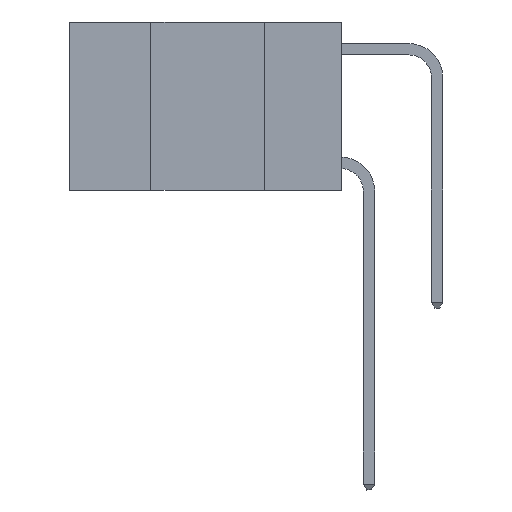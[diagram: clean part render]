
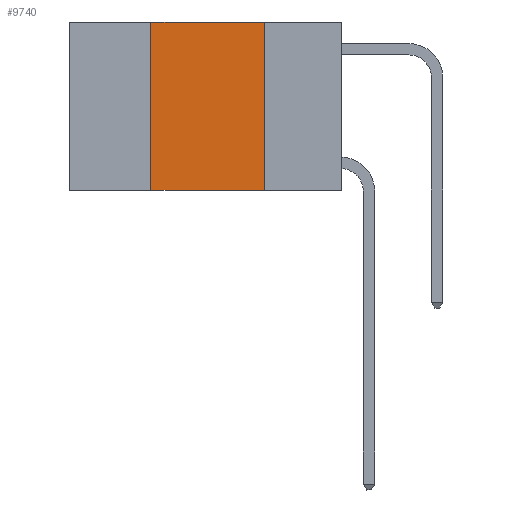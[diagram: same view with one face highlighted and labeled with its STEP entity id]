
A CAD part, left-side view. The second image highlights one B-rep face of the part: STEP entity #9740.
In plain terms, the highlighted planar face has unit normal (-1, 0, 0).
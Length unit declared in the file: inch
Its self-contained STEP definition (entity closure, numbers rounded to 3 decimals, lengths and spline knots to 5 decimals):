
#138 = CARTESIAN_POINT ( 'NONE',  ( 0., 0.17, 0. ) ) ;
#252 = LINE ( 'NONE', #7778, #11578 ) ;
#768 = EDGE_CURVE ( 'NONE', #25414, #23466, #11962, .T. ) ;
#907 = DIRECTION ( 'NONE',  ( 0., -1., 0. ) ) ;
#1056 = EDGE_CURVE ( 'NONE', #25414, #6519, #22011, .T. ) ;
#1255 = DIRECTION ( 'NONE',  ( 0., 0., -1. ) ) ;
#1447 = EDGE_CURVE ( 'NONE', #6519, #6874, #252, .T. ) ;
#2930 = VECTOR ( 'NONE', #16116, 39.37008 ) ;
#3205 = EDGE_LOOP ( 'NONE', ( #6677, #7386, #19279, #8115 ) ) ;
#4165 = VECTOR ( 'NONE', #13934, 39.37008 ) ;
#4210 = CARTESIAN_POINT ( 'NONE',  ( 0., 0.17, -0.37 ) ) ;
#5131 = CARTESIAN_POINT ( 'NONE',  ( 0., 0.6, -0.37 ) ) ;
#6519 = VERTEX_POINT ( 'NONE', #16719 ) ;
#6677 = ORIENTED_EDGE ( 'NONE', *, *, #6913, .F. ) ;
#6874 = VERTEX_POINT ( 'NONE', #138 ) ;
#6913 = EDGE_CURVE ( 'NONE', #6874, #23466, #20814, .T. ) ;
#7386 = ORIENTED_EDGE ( 'NONE', *, *, #1447, .F. ) ;
#7778 = CARTESIAN_POINT ( 'NONE',  ( 0., 0.6, 0. ) ) ;
#8115 = ORIENTED_EDGE ( 'NONE', *, *, #768, .T. ) ;
#8180 = CARTESIAN_POINT ( 'NONE',  ( 0., 0.42, -0.37 ) ) ;
#8859 = CARTESIAN_POINT ( 'NONE',  ( 0., 0.42, 0. ) ) ;
#9740 = ADVANCED_FACE ( 'NONE', ( #15651 ), #25753, .F. ) ;
#11578 = VECTOR ( 'NONE', #907, 39.37008 ) ;
#11962 = LINE ( 'NONE', #5131, #22136 ) ;
#12524 = CARTESIAN_POINT ( 'NONE',  ( 0., 0.6, 0. ) ) ;
#13934 = DIRECTION ( 'NONE',  ( 0., 0., 1. ) ) ;
#14780 = DIRECTION ( 'NONE',  ( 1., 0., 0. ) ) ;
#15651 = FACE_OUTER_BOUND ( 'NONE', #3205, .T. ) ;
#16116 = DIRECTION ( 'NONE',  ( 0., 0., -1. ) ) ;
#16510 = DIRECTION ( 'NONE',  ( 0., -1., 0. ) ) ;
#16719 = CARTESIAN_POINT ( 'NONE',  ( 0., 0.42, 0. ) ) ;
#19279 = ORIENTED_EDGE ( 'NONE', *, *, #1056, .F. ) ;
#20814 = LINE ( 'NONE', #27050, #2930 ) ;
#22011 = LINE ( 'NONE', #8859, #4165 ) ;
#22136 = VECTOR ( 'NONE', #16510, 39.37008 ) ;
#23466 = VERTEX_POINT ( 'NONE', #4210 ) ;
#25414 = VERTEX_POINT ( 'NONE', #8180 ) ;
#25753 = PLANE ( 'NONE',  #28068 ) ;
#27050 = CARTESIAN_POINT ( 'NONE',  ( 0., 0.17, 0. ) ) ;
#28068 = AXIS2_PLACEMENT_3D ( 'NONE', #12524, #14780, #1255 ) ;
